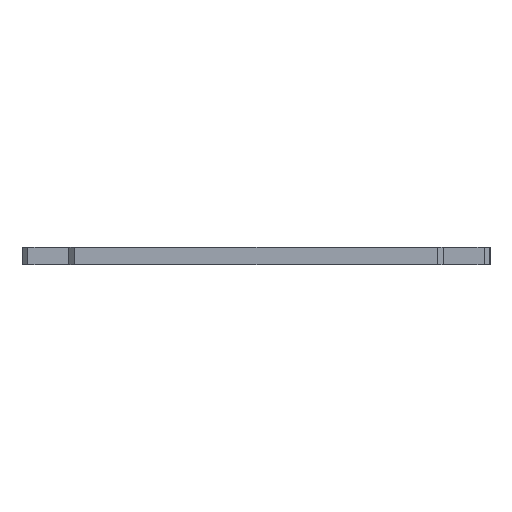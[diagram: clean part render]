
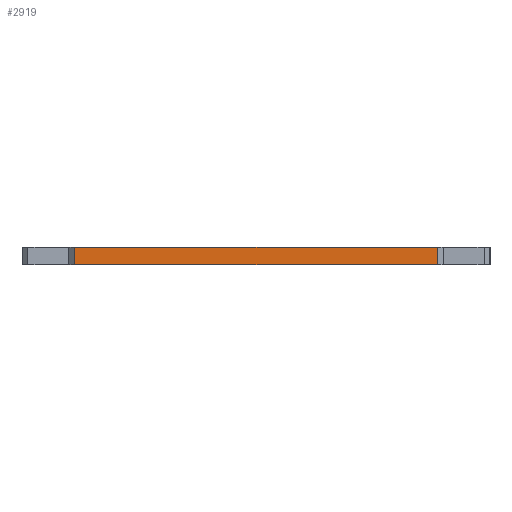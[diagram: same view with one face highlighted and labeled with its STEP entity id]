
A CAD part, front view. The second image highlights one B-rep face of the part: STEP entity #2919.
In plain terms, the highlighted planar face has unit normal (0, -1, 0).
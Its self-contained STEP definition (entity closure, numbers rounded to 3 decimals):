
#14 = ORIENTED_EDGE ( 'NONE', *, *, #816, .F. ) ;
#137 = LINE ( 'NONE', #920, #3184 ) ;
#288 = VERTEX_POINT ( 'NONE', #2241 ) ;
#335 = EDGE_CURVE ( 'NONE', #2717, #2308, #627, .T. ) ;
#483 = ORIENTED_EDGE ( 'NONE', *, *, #2164, .F. ) ;
#517 = AXIS2_PLACEMENT_3D ( 'NONE', #1349, #827, #3408 ) ;
#627 = LINE ( 'NONE', #1193, #2673 ) ;
#654 = LINE ( 'NONE', #1831, #1698 ) ;
#816 = EDGE_CURVE ( 'NONE', #2717, #288, #3008, .T. ) ;
#827 = DIRECTION ( 'NONE',  ( 0., 1., 0. ) ) ;
#920 = CARTESIAN_POINT ( 'NONE',  ( -31., -40., 0. ) ) ;
#966 = CARTESIAN_POINT ( 'NONE',  ( -31., -40., 3. ) ) ;
#1018 = EDGE_LOOP ( 'NONE', ( #3452, #483, #14, #2954 ) ) ;
#1193 = CARTESIAN_POINT ( 'NONE',  ( -31., -40., 3. ) ) ;
#1349 = CARTESIAN_POINT ( 'NONE',  ( -31., -40., 3. ) ) ;
#1698 = VECTOR ( 'NONE', #1792, 1000. ) ;
#1768 = CARTESIAN_POINT ( 'NONE',  ( -31., -40., 3. ) ) ;
#1772 = EDGE_CURVE ( 'NONE', #2308, #1913, #137, .T. ) ;
#1792 = DIRECTION ( 'NONE',  ( 0., 0., -1. ) ) ;
#1831 = CARTESIAN_POINT ( 'NONE',  ( 31., -40., 3. ) ) ;
#1913 = VERTEX_POINT ( 'NONE', #3628 ) ;
#2164 = EDGE_CURVE ( 'NONE', #288, #1913, #654, .T. ) ;
#2241 = CARTESIAN_POINT ( 'NONE',  ( 31., -40., 3. ) ) ;
#2262 = DIRECTION ( 'NONE',  ( 0., 0., -1. ) ) ;
#2308 = VERTEX_POINT ( 'NONE', #3566 ) ;
#2564 = VECTOR ( 'NONE', #3046, 1000. ) ;
#2652 = DIRECTION ( 'NONE',  ( 1., 0., 0. ) ) ;
#2673 = VECTOR ( 'NONE', #2262, 1000. ) ;
#2717 = VERTEX_POINT ( 'NONE', #1768 ) ;
#2752 = PLANE ( 'NONE',  #517 ) ;
#2811 = FACE_OUTER_BOUND ( 'NONE', #1018, .T. ) ;
#2919 = ADVANCED_FACE ( 'NONE', ( #2811 ), #2752, .F. ) ;
#2954 = ORIENTED_EDGE ( 'NONE', *, *, #335, .T. ) ;
#3008 = LINE ( 'NONE', #966, #2564 ) ;
#3046 = DIRECTION ( 'NONE',  ( 1., 0., 0. ) ) ;
#3184 = VECTOR ( 'NONE', #2652, 1000. ) ;
#3408 = DIRECTION ( 'NONE',  ( -1., 0., 0. ) ) ;
#3452 = ORIENTED_EDGE ( 'NONE', *, *, #1772, .T. ) ;
#3566 = CARTESIAN_POINT ( 'NONE',  ( -31., -40., 0. ) ) ;
#3628 = CARTESIAN_POINT ( 'NONE',  ( 31., -40., 0. ) ) ;
